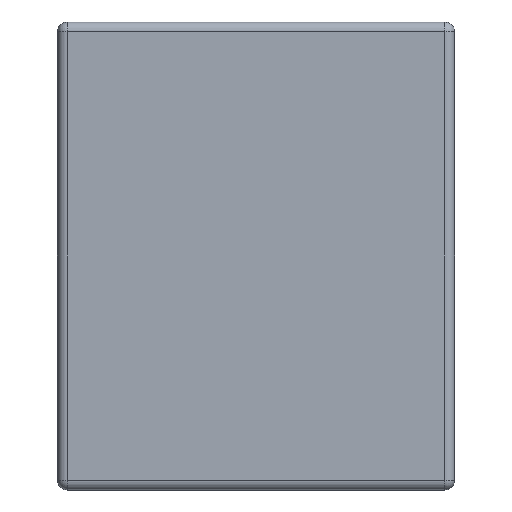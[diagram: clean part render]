
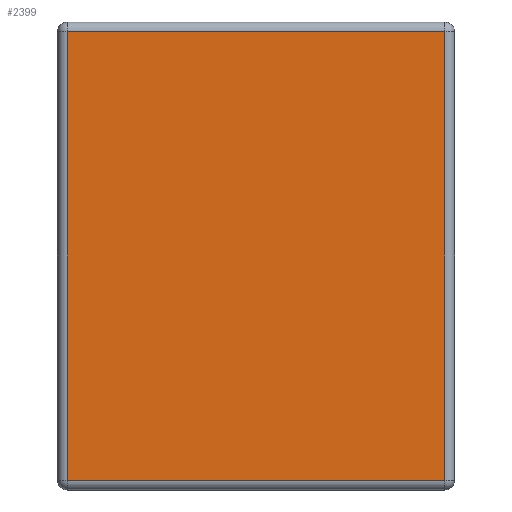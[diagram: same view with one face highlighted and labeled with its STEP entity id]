
A CAD part, left-side view. The second image highlights one B-rep face of the part: STEP entity #2399.
In plain terms, the highlighted planar face has unit normal (-1, 0, 0).
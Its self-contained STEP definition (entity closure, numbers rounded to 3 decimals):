
#187 = VERTEX_POINT ( 'NONE', #3246 ) ;
#734 = CARTESIAN_POINT ( 'NONE',  ( 0., 0., 0. ) ) ;
#763 = VECTOR ( 'NONE', #1323, 1000. ) ;
#853 = VECTOR ( 'NONE', #4231, 1000. ) ;
#973 = CARTESIAN_POINT ( 'NONE',  ( 0., 1.366, -1.65 ) ) ;
#1024 = CARTESIAN_POINT ( 'NONE',  ( 0., 0., -1.616 ) ) ;
#1067 = FACE_OUTER_BOUND ( 'NONE', #2418, .T. ) ;
#1143 = DIRECTION ( 'NONE',  ( -1., 0., 0. ) ) ;
#1323 = DIRECTION ( 'NONE',  ( 0., 0., 1. ) ) ;
#1386 = CARTESIAN_POINT ( 'NONE',  ( 0., 0.034, -0.034 ) ) ;
#1500 = DIRECTION ( 'NONE',  ( 0., 0., 1. ) ) ;
#1532 = CARTESIAN_POINT ( 'NONE',  ( 0., 1.4, -0.034 ) ) ;
#1598 = EDGE_CURVE ( 'NONE', #4017, #1610, #2422, .T. ) ;
#1610 = VERTEX_POINT ( 'NONE', #4062 ) ;
#1751 = VECTOR ( 'NONE', #3026, 1000. ) ;
#1765 = LINE ( 'NONE', #3502, #763 ) ;
#1839 = EDGE_CURVE ( 'NONE', #187, #3186, #4355, .T. ) ;
#1943 = ORIENTED_EDGE ( 'NONE', *, *, #1598, .T. ) ;
#2274 = PLANE ( 'NONE',  #4472 ) ;
#2388 = EDGE_CURVE ( 'NONE', #3186, #4017, #1765, .T. ) ;
#2399 = ADVANCED_FACE ( 'NONE', ( #1067 ), #2274, .T. ) ;
#2418 = EDGE_LOOP ( 'NONE', ( #4370, #3336, #1943, #4266 ) ) ;
#2422 = LINE ( 'NONE', #1532, #1751 ) ;
#2525 = CARTESIAN_POINT ( 'NONE',  ( 0., 0.034, -1.616 ) ) ;
#2587 = VECTOR ( 'NONE', #4407, 1000. ) ;
#3026 = DIRECTION ( 'NONE',  ( 0., 1., 0. ) ) ;
#3072 = LINE ( 'NONE', #973, #2587 ) ;
#3114 = EDGE_CURVE ( 'NONE', #1610, #187, #3072, .T. ) ;
#3186 = VERTEX_POINT ( 'NONE', #2525 ) ;
#3246 = CARTESIAN_POINT ( 'NONE',  ( 0., 1.366, -1.616 ) ) ;
#3336 = ORIENTED_EDGE ( 'NONE', *, *, #2388, .T. ) ;
#3502 = CARTESIAN_POINT ( 'NONE',  ( 0., 0.034, 0. ) ) ;
#4017 = VERTEX_POINT ( 'NONE', #1386 ) ;
#4062 = CARTESIAN_POINT ( 'NONE',  ( 0., 1.366, -0.034 ) ) ;
#4231 = DIRECTION ( 'NONE',  ( 0., -1., 0. ) ) ;
#4266 = ORIENTED_EDGE ( 'NONE', *, *, #3114, .T. ) ;
#4355 = LINE ( 'NONE', #1024, #853 ) ;
#4370 = ORIENTED_EDGE ( 'NONE', *, *, #1839, .T. ) ;
#4407 = DIRECTION ( 'NONE',  ( 0., 0., -1. ) ) ;
#4472 = AXIS2_PLACEMENT_3D ( 'NONE', #734, #1143, #1500 ) ;
